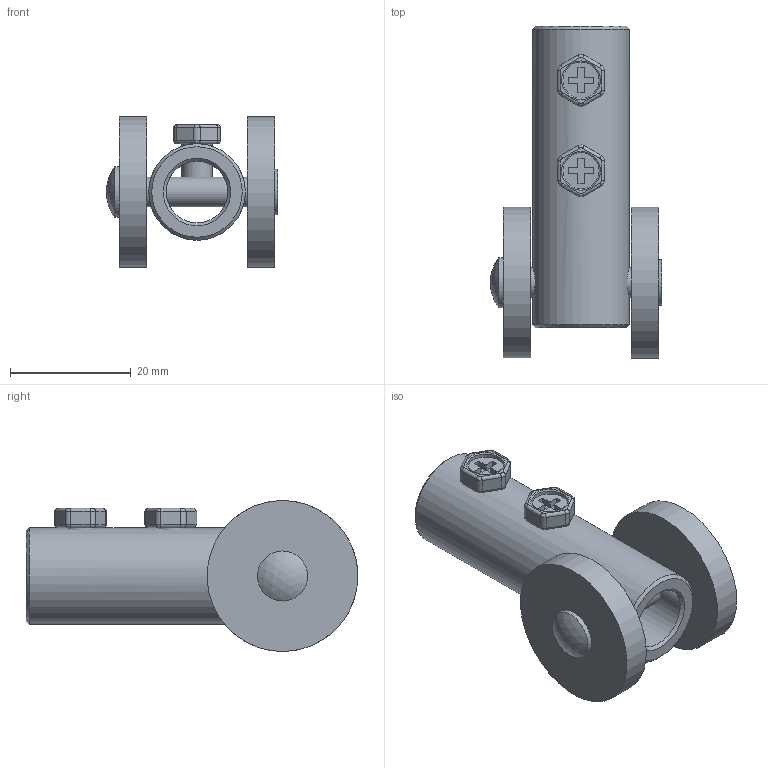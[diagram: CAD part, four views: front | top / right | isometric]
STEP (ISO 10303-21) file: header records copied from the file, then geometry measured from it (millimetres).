
FILE_DESCRIPTION(/* description */ (''),/* implementation_level */ '2;1');
FILE_NAME(/* name */ 'DR-10.stp',/* time_stamp */ '2025-11-20T16:17:01+09:00',/* author */ ('user'),/* organization */ (''),/* preprocessor_version */ 'ST-DEVELOPER v15.6',/* originating_system */ 'Autodesk Inventor 2015',/* authorisation */ '');
FILE_SCHEMA (('AUTOMOTIVE_DESIGN { 1 0 10303 214 3 1 1 }'));
Length unit declared in the file: millimetre
Products named in the file (5): DR-10-몸체; DR-10-롤러; DR-10-리벳; DR-10-M5x75볼트; DR-10
Bounding box: 28.36 x 55 x 25 mm (x, y, z)
Volume: 11104.9 mm3; surface area: 8353.1 mm2
Topology: 6 solids, 6 shells, 149 faces, 342 edges, 212 vertices
Faces by surface type: cylinder 62, plane 56, bspline 24, cone 4, torus 2, sphere 1
Full cylindrical faces by diameter (mm): 4 x1, 4.134 x2, 4.9 x1, 5 x6, 6 x2, 7.6 x1, 8.3 x1, 10.2 x1, 16 x1, 25 x2
Entity records: 2692 total; most frequent: CARTESIAN_POINT 740, DIRECTION 406, ORIENTED_EDGE 334, EDGE_CURVE 167, AXIS2_PLACEMENT_3D 165, EDGE_LOOP 122, VERTEX_POINT 115, FACE_OUTER_BOUND 85
